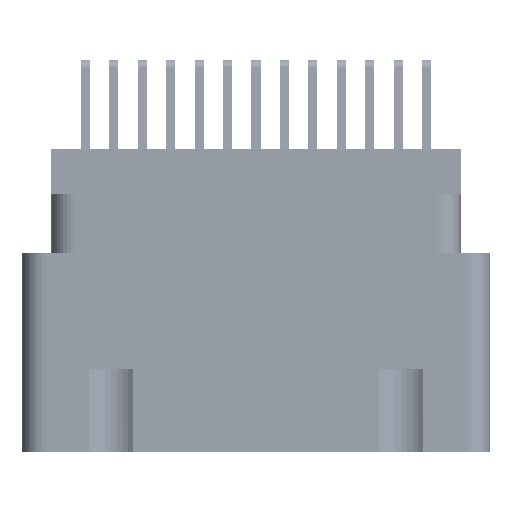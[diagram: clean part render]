
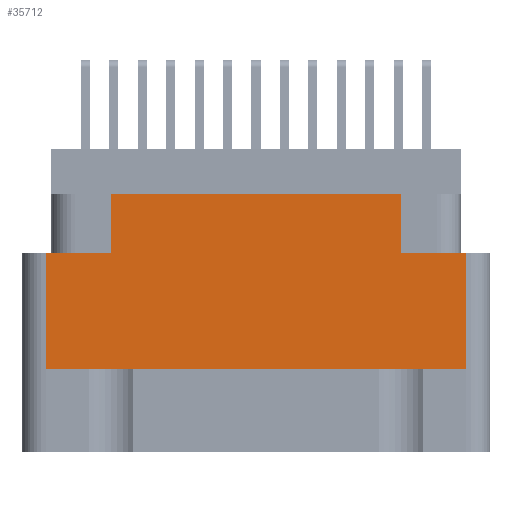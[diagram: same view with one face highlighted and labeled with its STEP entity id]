
A CAD part, left-side view. The second image highlights one B-rep face of the part: STEP entity #35712.
In plain terms, the highlighted planar face has unit normal (-1, 0, 0).
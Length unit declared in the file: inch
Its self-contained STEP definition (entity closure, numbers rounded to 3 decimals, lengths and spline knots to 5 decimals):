
#805 = LINE ( 'NONE', #41929, #23811 ) ;
#1028 = CARTESIAN_POINT ( 'NONE',  ( -1.359, 0.3825, -0.117 ) ) ;
#3758 = CARTESIAN_POINT ( 'NONE',  ( -1.359, 0., -0.274 ) ) ;
#5152 = CARTESIAN_POINT ( 'NONE',  ( -1.359, -0.555, -0.578 ) ) ;
#6170 = EDGE_CURVE ( 'NONE', #13943, #61847, #805, .T. ) ;
#6708 = CARTESIAN_POINT ( 'NONE',  ( -1.359, -0.617, -0.798 ) ) ;
#6830 = VERTEX_POINT ( 'NONE', #36258 ) ;
#7790 = EDGE_CURVE ( 'NONE', #6830, #26973, #66305, .T. ) ;
#9424 = VERTEX_POINT ( 'NONE', #5152 ) ;
#10717 = VECTOR ( 'NONE', #50070, 39.37008 ) ;
#12530 = LINE ( 'NONE', #20942, #63459 ) ;
#13943 = VERTEX_POINT ( 'NONE', #1028 ) ;
#14703 = AXIS2_PLACEMENT_3D ( 'NONE', #6708, #44221, #22283 ) ;
#15368 = LINE ( 'NONE', #25874, #67166 ) ;
#16248 = DIRECTION ( 'NONE',  ( 0., -1., 0. ) ) ;
#17199 = PLANE ( 'NONE',  #14703 ) ;
#18089 = CARTESIAN_POINT ( 'NONE',  ( -1.359, 0.3825, -0.274 ) ) ;
#18131 = VECTOR ( 'NONE', #51127, 39.37008 ) ;
#18472 = ORIENTED_EDGE ( 'NONE', *, *, #23849, .F. ) ;
#20942 = CARTESIAN_POINT ( 'NONE',  ( -1.359, 0.3825, -0.274 ) ) ;
#22283 = DIRECTION ( 'NONE',  ( 0., 0., 1. ) ) ;
#22527 = LINE ( 'NONE', #46149, #57966 ) ;
#23811 = VECTOR ( 'NONE', #26281, 39.37008 ) ;
#23849 = EDGE_CURVE ( 'NONE', #59945, #64346, #37869, .T. ) ;
#24206 = CARTESIAN_POINT ( 'NONE',  ( -1.359, 0., -0.578 ) ) ;
#24581 = EDGE_CURVE ( 'NONE', #9424, #26973, #22527, .T. ) ;
#24869 = LINE ( 'NONE', #24206, #49574 ) ;
#25874 = CARTESIAN_POINT ( 'NONE',  ( -1.359, -0.3825, -0.274 ) ) ;
#26281 = DIRECTION ( 'NONE',  ( 0., -1., 0. ) ) ;
#26669 = DIRECTION ( 'NONE',  ( 0., 0., 1. ) ) ;
#26973 = VERTEX_POINT ( 'NONE', #58946 ) ;
#28588 = EDGE_CURVE ( 'NONE', #64346, #13943, #12530, .T. ) ;
#29275 = VECTOR ( 'NONE', #16248, 39.37008 ) ;
#29289 = EDGE_CURVE ( 'NONE', #59945, #66463, #41947, .T. ) ;
#33102 = CARTESIAN_POINT ( 'NONE',  ( -1.359, -0.3825, -0.117 ) ) ;
#35407 = EDGE_CURVE ( 'NONE', #66463, #9424, #24869, .T. ) ;
#35712 = ADVANCED_FACE ( 'NONE', ( #37968 ), #17199, .T. ) ;
#36258 = CARTESIAN_POINT ( 'NONE',  ( -1.359, -0.3825, -0.274 ) ) ;
#37367 = EDGE_CURVE ( 'NONE', #6830, #61847, #15368, .T. ) ;
#37431 = CARTESIAN_POINT ( 'NONE',  ( -1.359, 0., -0.274 ) ) ;
#37869 = LINE ( 'NONE', #3758, #18131 ) ;
#37968 = FACE_OUTER_BOUND ( 'NONE', #56773, .T. ) ;
#38246 = ORIENTED_EDGE ( 'NONE', *, *, #29289, .T. ) ;
#39022 = CARTESIAN_POINT ( 'NONE',  ( -1.359, 0.555, -0.798 ) ) ;
#41929 = CARTESIAN_POINT ( 'NONE',  ( -1.359, 0.617, -0.117 ) ) ;
#41947 = LINE ( 'NONE', #39022, #10717 ) ;
#44221 = DIRECTION ( 'NONE',  ( -1., 0., 0. ) ) ;
#44839 = ORIENTED_EDGE ( 'NONE', *, *, #37367, .T. ) ;
#46149 = CARTESIAN_POINT ( 'NONE',  ( -1.359, -0.555, -0.798 ) ) ;
#46824 = DIRECTION ( 'NONE',  ( 0., 0., 1. ) ) ;
#49574 = VECTOR ( 'NONE', #61828, 39.37008 ) ;
#49861 = ORIENTED_EDGE ( 'NONE', *, *, #35407, .T. ) ;
#50070 = DIRECTION ( 'NONE',  ( 0., 0., -1. ) ) ;
#50308 = ORIENTED_EDGE ( 'NONE', *, *, #24581, .T. ) ;
#51127 = DIRECTION ( 'NONE',  ( 0., -1., 0. ) ) ;
#51444 = DIRECTION ( 'NONE',  ( 0., 0., 1. ) ) ;
#53225 = CARTESIAN_POINT ( 'NONE',  ( -1.359, 0.555, -0.274 ) ) ;
#54673 = ORIENTED_EDGE ( 'NONE', *, *, #6170, .F. ) ;
#56773 = EDGE_LOOP ( 'NONE', ( #18472, #38246, #49861, #50308, #66624, #44839, #54673, #64079 ) ) ;
#57966 = VECTOR ( 'NONE', #51444, 39.37008 ) ;
#58946 = CARTESIAN_POINT ( 'NONE',  ( -1.359, -0.555, -0.274 ) ) ;
#59945 = VERTEX_POINT ( 'NONE', #53225 ) ;
#61828 = DIRECTION ( 'NONE',  ( 0., -1., 0. ) ) ;
#61847 = VERTEX_POINT ( 'NONE', #33102 ) ;
#61876 = CARTESIAN_POINT ( 'NONE',  ( -1.359, 0.555, -0.578 ) ) ;
#63459 = VECTOR ( 'NONE', #26669, 39.37008 ) ;
#64079 = ORIENTED_EDGE ( 'NONE', *, *, #28588, .F. ) ;
#64346 = VERTEX_POINT ( 'NONE', #18089 ) ;
#66305 = LINE ( 'NONE', #37431, #29275 ) ;
#66463 = VERTEX_POINT ( 'NONE', #61876 ) ;
#66624 = ORIENTED_EDGE ( 'NONE', *, *, #7790, .F. ) ;
#67166 = VECTOR ( 'NONE', #46824, 39.37008 ) ;
